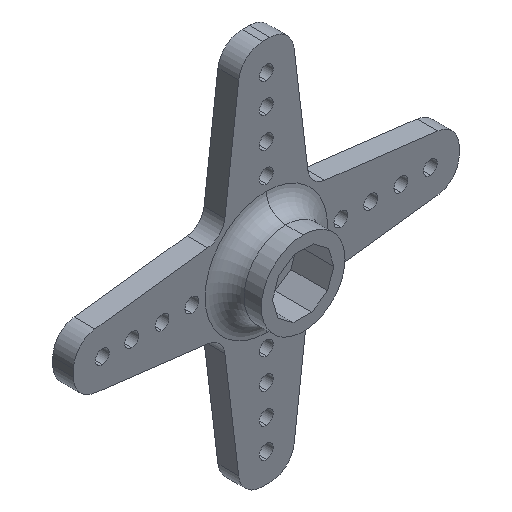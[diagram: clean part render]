
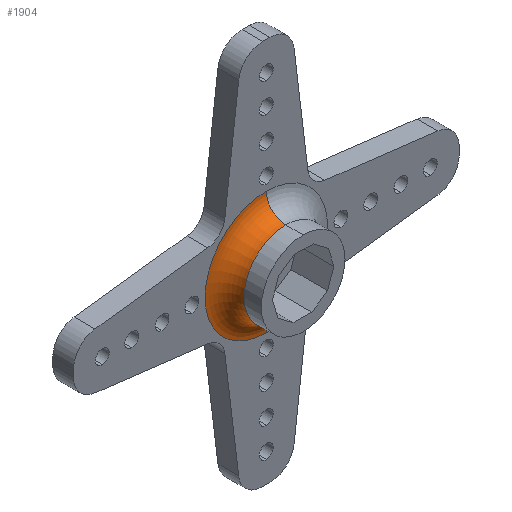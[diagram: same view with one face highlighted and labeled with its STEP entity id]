
A CAD part, isometric view. The second image highlights one B-rep face of the part: STEP entity #1904.
In plain terms, the highlighted toroidal (fillet/blend) face has major radius 6.295 mm and minor radius 2 mm.
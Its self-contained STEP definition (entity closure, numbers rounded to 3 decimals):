
#40 = AXIS2_PLACEMENT_3D ( 'NONE', #1024, #784, #1655 ) ;
#66 = DIRECTION ( 'NONE',  ( 0., -1., 0. ) ) ;
#102 = DIRECTION ( 'NONE',  ( 0., 1., 0. ) ) ;
#137 = DIRECTION ( 'NONE',  ( 0., 0., 1. ) ) ;
#158 = CIRCLE ( 'NONE', #225, 2. ) ;
#225 = AXIS2_PLACEMENT_3D ( 'NONE', #444, #2172, #1953 ) ;
#275 = AXIS2_PLACEMENT_3D ( 'NONE', #1388, #102, #529 ) ;
#329 = VERTEX_POINT ( 'NONE', #1836 ) ;
#411 = CARTESIAN_POINT ( 'NONE',  ( 0., 3.78, 6.295 ) ) ;
#444 = CARTESIAN_POINT ( 'NONE',  ( 0., 1.78, -6.295 ) ) ;
#529 = DIRECTION ( 'NONE',  ( 0., 0., 1. ) ) ;
#755 = CIRCLE ( 'NONE', #2803, 4.295 ) ;
#784 = DIRECTION ( 'NONE',  ( -1., 0., 0. ) ) ;
#978 = CIRCLE ( 'NONE', #40, 2. ) ;
#983 = CARTESIAN_POINT ( 'NONE',  ( 0., 1.78, 0. ) ) ;
#1024 = CARTESIAN_POINT ( 'NONE',  ( 0., 1.78, 6.295 ) ) ;
#1072 = VERTEX_POINT ( 'NONE', #1941 ) ;
#1146 = EDGE_CURVE ( 'NONE', #329, #1072, #755, .T. ) ;
#1286 = ORIENTED_EDGE ( 'NONE', *, *, #1348, .F. ) ;
#1346 = CARTESIAN_POINT ( 'NONE',  ( 0., 1.78, 0. ) ) ;
#1348 = EDGE_CURVE ( 'NONE', #1668, #1474, #1356, .T. ) ;
#1356 = CIRCLE ( 'NONE', #275, 6.295 ) ;
#1388 = CARTESIAN_POINT ( 'NONE',  ( 0., 3.78, 0. ) ) ;
#1452 = DIRECTION ( 'NONE',  ( 0., 1., 0. ) ) ;
#1474 = VERTEX_POINT ( 'NONE', #411 ) ;
#1535 = CARTESIAN_POINT ( 'NONE',  ( 0., 3.78, -6.295 ) ) ;
#1612 = EDGE_CURVE ( 'NONE', #1668, #1072, #158, .T. ) ;
#1641 = ORIENTED_EDGE ( 'NONE', *, *, #1822, .F. ) ;
#1655 = DIRECTION ( 'NONE',  ( 0., 0., 1. ) ) ;
#1668 = VERTEX_POINT ( 'NONE', #1535 ) ;
#1783 = DIRECTION ( 'NONE',  ( 0., 0., 1. ) ) ;
#1822 = EDGE_CURVE ( 'NONE', #1474, #329, #978, .T. ) ;
#1836 = CARTESIAN_POINT ( 'NONE',  ( 0., 1.78, 4.295 ) ) ;
#1904 = ADVANCED_FACE ( 'NONE', ( #2167 ), #2314, .F. ) ;
#1941 = CARTESIAN_POINT ( 'NONE',  ( 0., 1.78, -4.295 ) ) ;
#1953 = DIRECTION ( 'NONE',  ( 0., 0., -1. ) ) ;
#2167 = FACE_OUTER_BOUND ( 'NONE', #2770, .T. ) ;
#2172 = DIRECTION ( 'NONE',  ( 1., 0., 0. ) ) ;
#2180 = AXIS2_PLACEMENT_3D ( 'NONE', #983, #1452, #137 ) ;
#2314 = TOROIDAL_SURFACE ( 'NONE', #2180, 6.295, 2. ) ;
#2558 = ORIENTED_EDGE ( 'NONE', *, *, #1146, .F. ) ;
#2685 = ORIENTED_EDGE ( 'NONE', *, *, #1612, .T. ) ;
#2770 = EDGE_LOOP ( 'NONE', ( #1286, #2685, #2558, #1641 ) ) ;
#2803 = AXIS2_PLACEMENT_3D ( 'NONE', #1346, #66, #1783 ) ;
